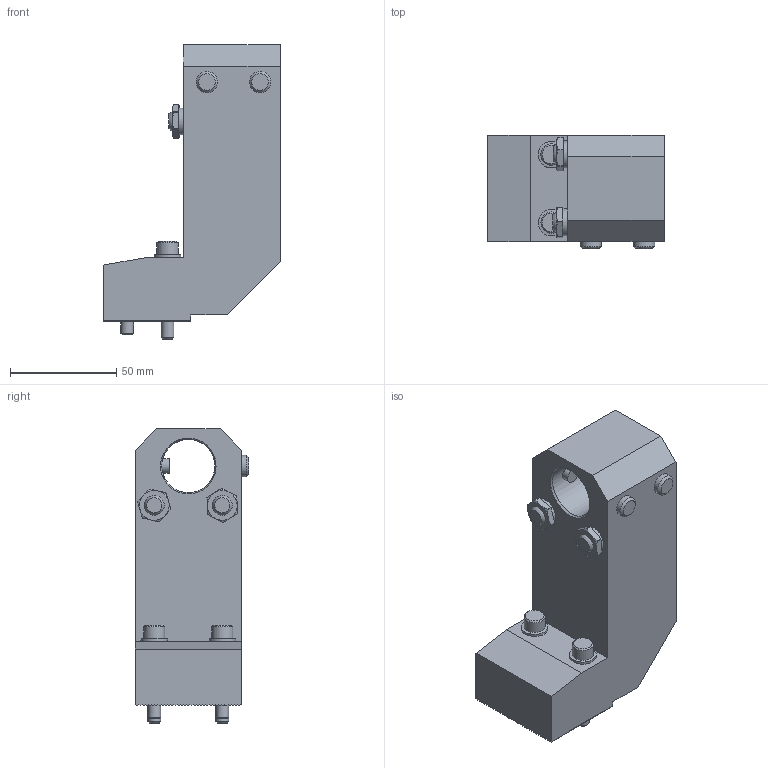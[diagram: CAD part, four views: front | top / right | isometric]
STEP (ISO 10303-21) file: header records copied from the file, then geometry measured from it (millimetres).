
FILE_DESCRIPTION(/* description */ (''),/* implementation_level */ '2;1');
FILE_NAME(/* name */ '10318042_lehrer.stp',/* time_stamp */ '2019-07-11T09:38:53+02:00',/* author */ (''),/* organization */ (''),/* preprocessor_version */ 'ST-DEVELOPER v16.7',/* originating_system */ 'SIEMENS PLM Software NX 12.0',/* authorisation */ '');
FILE_SCHEMA (('AUTOMOTIVE_DESIGN { 1 0 10303 214 3 1 1 1 }'));
Length unit declared in the file: millimetre
Products named in the file (1): 10011174324_00-Aufnahme D25
Bounding box: 83 x 53.5 x 138.4 mm (x, y, z)
Volume: 305513.4 mm3; surface area: 37934.7 mm2
Topology: 1 solids, 1 shells, 286 faces, 800 edges, 528 vertices
Faces by surface type: plane 228, cylinder 32, cone 24, sphere 2
Full cylindrical faces by diameter (mm): 6 x4, 7 x2, 10 x4, 12.5 x2, 12.6 x2, 25 x1
Entity records: 9062 total; most frequent: CARTESIAN_POINT 1744, ORIENTED_EDGE 1514, DIRECTION 1485, EDGE_CURVE 757, LINE 551, VECTOR 551, VERTEX_POINT 514, AXIS2_PLACEMENT_3D 467
